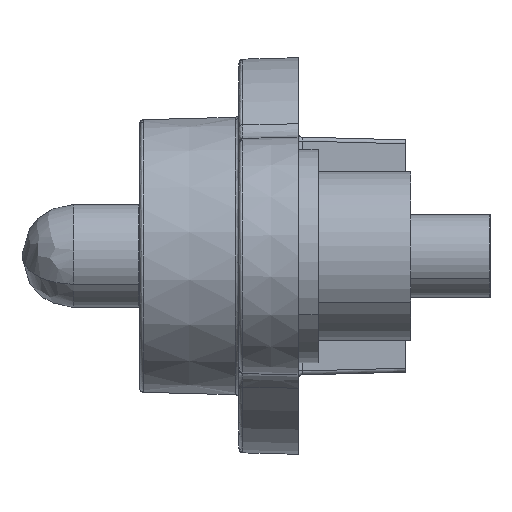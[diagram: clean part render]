
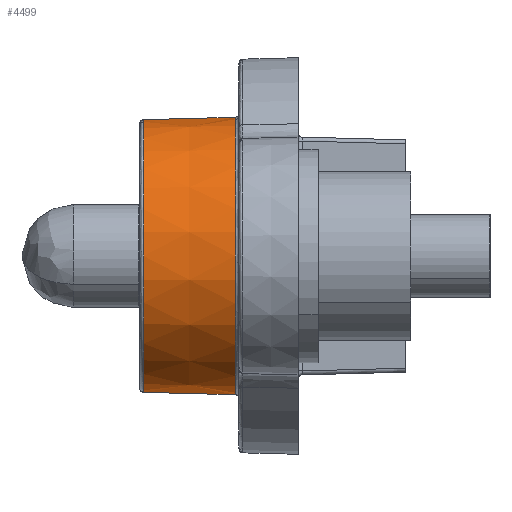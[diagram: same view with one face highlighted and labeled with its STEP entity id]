
A CAD part, left-side view. The second image highlights one B-rep face of the part: STEP entity #4499.
In plain terms, the highlighted conical face has half-angle 1.5 degrees and reference radius 3.497 mm.
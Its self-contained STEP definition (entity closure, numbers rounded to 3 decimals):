
#61 = CARTESIAN_POINT ( 'NONE',  ( 0., -499000., -13070.314 ) ) ;
#347 = EDGE_CURVE ( 'NONE', #2129, #4852, #2380, .T. ) ;
#554 = VERTEX_POINT ( 'NONE', #2696 ) ;
#776 = DIRECTION ( 'NONE',  ( 0., -1., 0. ) ) ;
#816 = VERTEX_POINT ( 'NONE', #1876 ) ;
#866 = CARTESIAN_POINT ( 'NONE',  ( 0., 1.597, 0. ) ) ;
#1000 = FACE_OUTER_BOUND ( 'NONE', #2904, .T. ) ;
#1128 = AXIS2_PLACEMENT_3D ( 'NONE', #3719, #1397, #4489 ) ;
#1319 = CARTESIAN_POINT ( 'NONE',  ( 0., 3.903, 3.437 ) ) ;
#1397 = DIRECTION ( 'NONE',  ( 0., -1., 0. ) ) ;
#1434 = ORIENTED_EDGE ( 'NONE', *, *, #1581, .T. ) ;
#1507 = VECTOR ( 'NONE', #3202, 1000. ) ;
#1525 = DIRECTION ( 'NONE',  ( 0., -1., -0.026 ) ) ;
#1581 = EDGE_CURVE ( 'NONE', #816, #2129, #2717, .T. ) ;
#1589 = CARTESIAN_POINT ( 'NONE',  ( 0., 3.903, 0. ) ) ;
#1648 = DIRECTION ( 'NONE',  ( 0., 0., -1. ) ) ;
#1774 = VECTOR ( 'NONE', #1525, 1000. ) ;
#1876 = CARTESIAN_POINT ( 'NONE',  ( 0., 1.597, -3.497 ) ) ;
#2129 = VERTEX_POINT ( 'NONE', #2651 ) ;
#2196 = EDGE_CURVE ( 'NONE', #554, #816, #2676, .T. ) ;
#2286 = ORIENTED_EDGE ( 'NONE', *, *, #2196, .T. ) ;
#2380 = LINE ( 'NONE', #3970, #1507 ) ;
#2503 = ORIENTED_EDGE ( 'NONE', *, *, #347, .T. ) ;
#2651 = CARTESIAN_POINT ( 'NONE',  ( 0., 1.597, 3.497 ) ) ;
#2676 = LINE ( 'NONE', #61, #1774 ) ;
#2696 = CARTESIAN_POINT ( 'NONE',  ( 0., 3.903, -3.437 ) ) ;
#2717 = CIRCLE ( 'NONE', #3722, 3.497 ) ;
#2904 = EDGE_LOOP ( 'NONE', ( #2286, #1434, #2503, #4336 ) ) ;
#3098 = DIRECTION ( 'NONE',  ( 0., 0., -1. ) ) ;
#3202 = DIRECTION ( 'NONE',  ( 0., 1., -0.026 ) ) ;
#3322 = CONICAL_SURFACE ( 'NONE', #1128, 3.497, 0.026 ) ;
#3543 = EDGE_CURVE ( 'NONE', #4852, #554, #4403, .T. ) ;
#3719 = CARTESIAN_POINT ( 'NONE',  ( 0., 1.597, 0. ) ) ;
#3722 = AXIS2_PLACEMENT_3D ( 'NONE', #866, #4014, #1648 ) ;
#3970 = CARTESIAN_POINT ( 'NONE',  ( 0., -499000., 13070.314 ) ) ;
#4014 = DIRECTION ( 'NONE',  ( 0., 1., 0. ) ) ;
#4164 = AXIS2_PLACEMENT_3D ( 'NONE', #1589, #776, #3098 ) ;
#4336 = ORIENTED_EDGE ( 'NONE', *, *, #3543, .T. ) ;
#4403 = CIRCLE ( 'NONE', #4164, 3.437 ) ;
#4489 = DIRECTION ( 'NONE',  ( 0., 0., -1. ) ) ;
#4499 = ADVANCED_FACE ( 'NONE', ( #1000 ), #3322, .T. ) ;
#4852 = VERTEX_POINT ( 'NONE', #1319 ) ;
